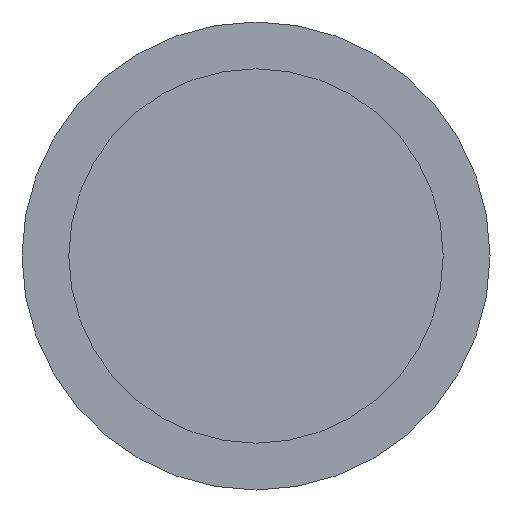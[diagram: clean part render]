
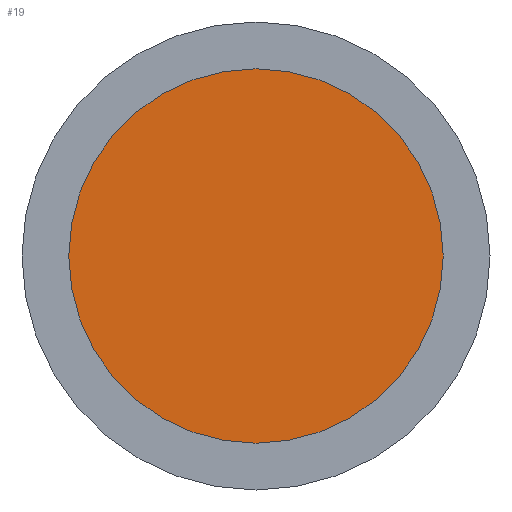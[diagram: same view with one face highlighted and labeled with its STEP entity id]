
A CAD part, front view. The second image highlights one B-rep face of the part: STEP entity #19.
In plain terms, the highlighted planar face has unit normal (0, -1, 0).
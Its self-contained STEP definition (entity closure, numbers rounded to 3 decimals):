
#6 = DIRECTION ( 'NONE',  ( 0., -1., 0. ) ) ;
#19 = ADVANCED_FACE ( 'NONE', ( #180 ), #207, .T. ) ;
#29 = CARTESIAN_POINT ( 'NONE',  ( 0., -35., 0. ) ) ;
#33 = EDGE_CURVE ( 'NONE', #284, #245, #49, .T. ) ;
#34 = DIRECTION ( 'NONE',  ( 0., -1., 0. ) ) ;
#38 = CARTESIAN_POINT ( 'NONE',  ( 0., -35., 0. ) ) ;
#45 = EDGE_LOOP ( 'NONE', ( #209, #266 ) ) ;
#49 = CIRCLE ( 'NONE', #172, 4. ) ;
#64 = DIRECTION ( 'NONE',  ( 0., 0., -1. ) ) ;
#94 = EDGE_CURVE ( 'NONE', #245, #284, #191, .T. ) ;
#104 = DIRECTION ( 'NONE',  ( 0., -1., 0. ) ) ;
#123 = AXIS2_PLACEMENT_3D ( 'NONE', #38, #34, #64 ) ;
#137 = DIRECTION ( 'NONE',  ( 0., 0., -1. ) ) ;
#172 = AXIS2_PLACEMENT_3D ( 'NONE', #29, #6, #268 ) ;
#180 = FACE_OUTER_BOUND ( 'NONE', #45, .T. ) ;
#189 = AXIS2_PLACEMENT_3D ( 'NONE', #285, #104, #137 ) ;
#191 = CIRCLE ( 'NONE', #123, 4. ) ;
#207 = PLANE ( 'NONE',  #189 ) ;
#209 = ORIENTED_EDGE ( 'NONE', *, *, #94, .T. ) ;
#242 = CARTESIAN_POINT ( 'NONE',  ( 0., -35., -4. ) ) ;
#245 = VERTEX_POINT ( 'NONE', #263 ) ;
#263 = CARTESIAN_POINT ( 'NONE',  ( 0., -35., 4. ) ) ;
#266 = ORIENTED_EDGE ( 'NONE', *, *, #33, .T. ) ;
#268 = DIRECTION ( 'NONE',  ( 0., 0., -1. ) ) ;
#284 = VERTEX_POINT ( 'NONE', #242 ) ;
#285 = CARTESIAN_POINT ( 'NONE',  ( 0., -35., 0. ) ) ;
